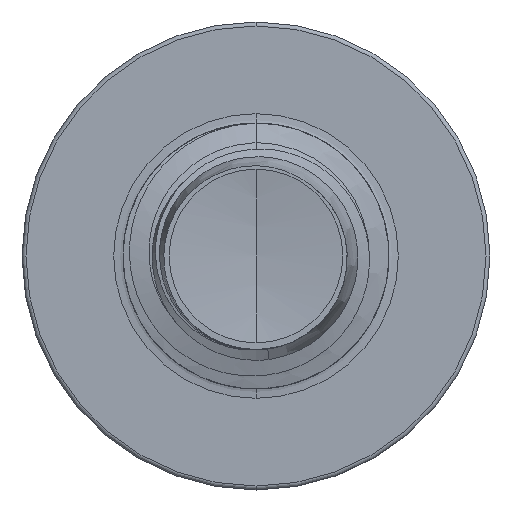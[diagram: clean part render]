
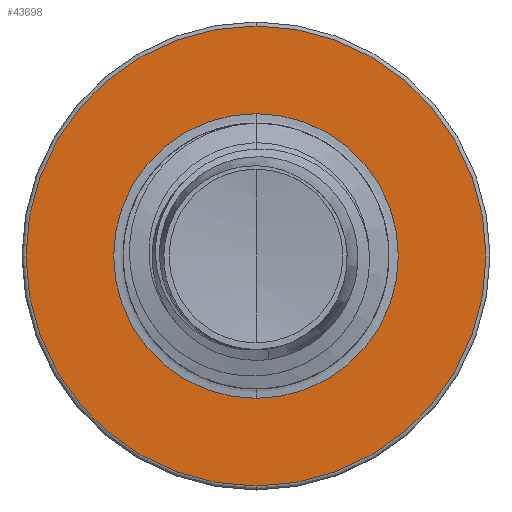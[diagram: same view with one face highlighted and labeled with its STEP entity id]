
A CAD part, front view. The second image highlights one B-rep face of the part: STEP entity #43698.
In plain terms, the highlighted planar face has unit normal (0, -1, 0).
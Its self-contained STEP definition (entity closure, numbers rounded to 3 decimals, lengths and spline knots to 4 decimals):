
#608 = EDGE_LOOP ( 'NONE', ( #59753, #52757 ) ) ;
#3092 = AXIS2_PLACEMENT_3D ( 'NONE', #20529, #61356, #36434 ) ;
#3348 = VERTEX_POINT ( 'NONE', #42151 ) ;
#4221 = AXIS2_PLACEMENT_3D ( 'NONE', #52191, #23684, #56168 ) ;
#4339 = VERTEX_POINT ( 'NONE', #38603 ) ;
#4687 = AXIS2_PLACEMENT_3D ( 'NONE', #42257, #10420, #46696 ) ;
#5190 = DIRECTION ( 'NONE',  ( 0., 0., 1. ) ) ;
#5939 = CIRCLE ( 'NONE', #4221, 2.6768 ) ;
#10420 = DIRECTION ( 'NONE',  ( 0., 1., 0. ) ) ;
#11866 = EDGE_LOOP ( 'NONE', ( #51261, #42064 ) ) ;
#14137 = FACE_OUTER_BOUND ( 'NONE', #608, .T. ) ;
#20529 = CARTESIAN_POINT ( 'NONE',  ( 0., 30., -2.6768 ) ) ;
#22278 = CARTESIAN_POINT ( 'NONE',  ( 0., 30., 0. ) ) ;
#23684 = DIRECTION ( 'NONE',  ( 0., 1., 0. ) ) ;
#27603 = DIRECTION ( 'NONE',  ( 0., 0., 1. ) ) ;
#33953 = AXIS2_PLACEMENT_3D ( 'NONE', #22278, #55142, #27603 ) ;
#36216 = PLANE ( 'NONE',  #3092 ) ;
#36434 = DIRECTION ( 'NONE',  ( 0., 0., 1. ) ) ;
#38036 = DIRECTION ( 'NONE',  ( 0., 1., 0. ) ) ;
#38603 = CARTESIAN_POINT ( 'NONE',  ( 0., 30., -4.325 ) ) ;
#40732 = AXIS2_PLACEMENT_3D ( 'NONE', #62468, #38036, #5190 ) ;
#42064 = ORIENTED_EDGE ( 'NONE', *, *, #43104, .T. ) ;
#42151 = CARTESIAN_POINT ( 'NONE',  ( 0., 30., 4.325 ) ) ;
#42257 = CARTESIAN_POINT ( 'NONE',  ( 0., 30., 0. ) ) ;
#42496 = EDGE_CURVE ( 'NONE', #3348, #4339, #59784, .T. ) ;
#43104 = EDGE_CURVE ( 'NONE', #54898, #47584, #5939, .T. ) ;
#43698 = ADVANCED_FACE ( 'NONE', ( #14137, #52081 ), #36216, .F. ) ;
#44374 = CARTESIAN_POINT ( 'NONE',  ( 0., 30., 2.6768 ) ) ;
#46696 = DIRECTION ( 'NONE',  ( 0., 0., 1. ) ) ;
#47515 = CIRCLE ( 'NONE', #40732, 4.325 ) ;
#47584 = VERTEX_POINT ( 'NONE', #44374 ) ;
#48784 = CIRCLE ( 'NONE', #33953, 2.6768 ) ;
#51261 = ORIENTED_EDGE ( 'NONE', *, *, #53000, .T. ) ;
#52081 = FACE_BOUND ( 'NONE', #11866, .T. ) ;
#52191 = CARTESIAN_POINT ( 'NONE',  ( 0., 30., 0. ) ) ;
#52757 = ORIENTED_EDGE ( 'NONE', *, *, #53018, .F. ) ;
#53000 = EDGE_CURVE ( 'NONE', #47584, #54898, #48784, .T. ) ;
#53018 = EDGE_CURVE ( 'NONE', #4339, #3348, #47515, .T. ) ;
#54898 = VERTEX_POINT ( 'NONE', #55595 ) ;
#55142 = DIRECTION ( 'NONE',  ( 0., 1., 0. ) ) ;
#55595 = CARTESIAN_POINT ( 'NONE',  ( 0., 30., -2.6768 ) ) ;
#56168 = DIRECTION ( 'NONE',  ( 0., 0., 1. ) ) ;
#59753 = ORIENTED_EDGE ( 'NONE', *, *, #42496, .F. ) ;
#59784 = CIRCLE ( 'NONE', #4687, 4.325 ) ;
#61356 = DIRECTION ( 'NONE',  ( 0., 1., 0. ) ) ;
#62468 = CARTESIAN_POINT ( 'NONE',  ( 0., 30., 0. ) ) ;
